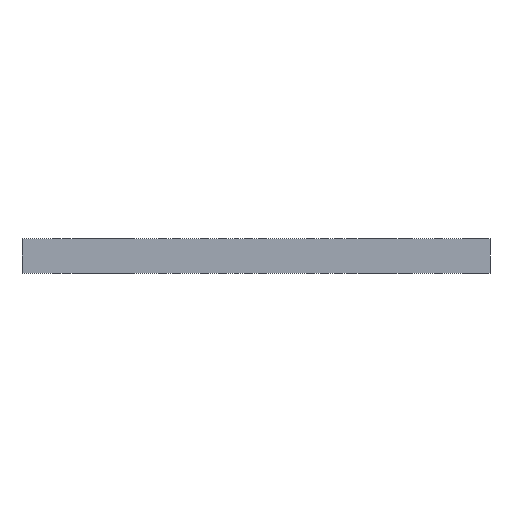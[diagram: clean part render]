
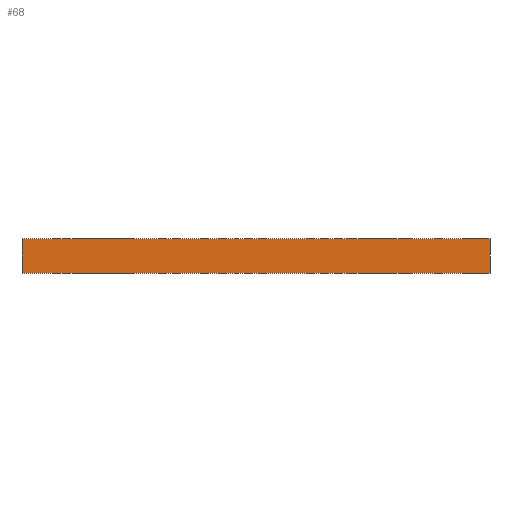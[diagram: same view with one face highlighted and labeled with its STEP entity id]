
A CAD part, front view. The second image highlights one B-rep face of the part: STEP entity #68.
In plain terms, the highlighted planar face has unit normal (0, -1, 0).
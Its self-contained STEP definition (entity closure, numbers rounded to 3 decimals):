
#43 = VERTEX_POINT('',#44);
#44 = CARTESIAN_POINT('',(-15.24,-12.7,-1.6));
#50 = EDGE_CURVE('',#51,#43,#53,.T.);
#51 = VERTEX_POINT('',#52);
#52 = CARTESIAN_POINT('',(-15.24,-12.7,0.));
#53 = LINE('',#54,#55);
#54 = CARTESIAN_POINT('',(-15.24,-12.7,0.));
#55 = VECTOR('',#56,1.);
#56 = DIRECTION('',(0.,0.,-1.));
#68 = ADVANCED_FACE('',(#69),#94,.T.);
#69 = FACE_BOUND('',#70,.T.);
#70 = EDGE_LOOP('',(#71,#72,#80,#88));
#71 = ORIENTED_EDGE('',*,*,#50,.T.);
#72 = ORIENTED_EDGE('',*,*,#73,.T.);
#73 = EDGE_CURVE('',#43,#74,#76,.T.);
#74 = VERTEX_POINT('',#75);
#75 = CARTESIAN_POINT('',(6.35,-12.7,-1.6));
#76 = LINE('',#77,#78);
#77 = CARTESIAN_POINT('',(-15.24,-12.7,-1.6));
#78 = VECTOR('',#79,1.);
#79 = DIRECTION('',(1.,0.,0.));
#80 = ORIENTED_EDGE('',*,*,#81,.F.);
#81 = EDGE_CURVE('',#82,#74,#84,.T.);
#82 = VERTEX_POINT('',#83);
#83 = CARTESIAN_POINT('',(6.35,-12.7,0.));
#84 = LINE('',#85,#86);
#85 = CARTESIAN_POINT('',(6.35,-12.7,0.));
#86 = VECTOR('',#87,1.);
#87 = DIRECTION('',(0.,0.,-1.));
#88 = ORIENTED_EDGE('',*,*,#89,.F.);
#89 = EDGE_CURVE('',#51,#82,#90,.T.);
#90 = LINE('',#91,#92);
#91 = CARTESIAN_POINT('',(-15.24,-12.7,0.));
#92 = VECTOR('',#93,1.);
#93 = DIRECTION('',(1.,0.,0.));
#94 = PLANE('',#95);
#95 = AXIS2_PLACEMENT_3D('',#96,#97,#98);
#96 = CARTESIAN_POINT('',(-15.24,-12.7,0.));
#97 = DIRECTION('',(0.,-1.,0.));
#98 = DIRECTION('',(1.,0.,0.));
